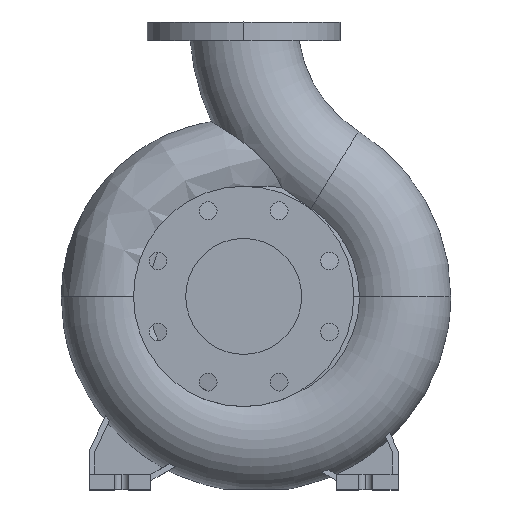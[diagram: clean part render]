
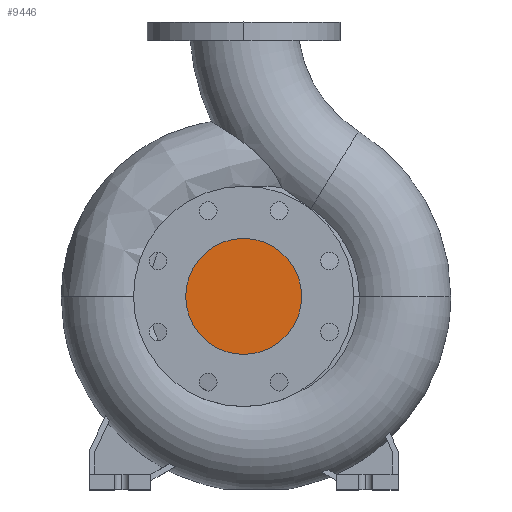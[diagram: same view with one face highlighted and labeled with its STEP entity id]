
A CAD part, top view. The second image highlights one B-rep face of the part: STEP entity #9446.
In plain terms, the highlighted planar face has unit normal (0, 0, 1).
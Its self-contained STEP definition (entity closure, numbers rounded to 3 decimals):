
#471 = EDGE_CURVE ( 'NONE', #8935, #11567, #2084, .T. ) ;
#548 = PLANE ( 'NONE',  #5383 ) ;
#1020 = CARTESIAN_POINT ( 'NONE',  ( -75., 0., 127. ) ) ;
#2084 = CIRCLE ( 'NONE', #12007, 75. ) ;
#2618 = CARTESIAN_POINT ( 'NONE',  ( 0., 75., 127. ) ) ;
#3126 = DIRECTION ( 'NONE',  ( 0., 0., 1. ) ) ;
#4400 = CIRCLE ( 'NONE', #12875, 75. ) ;
#5383 = AXIS2_PLACEMENT_3D ( 'NONE', #2618, #14488, #14181 ) ;
#5579 = DIRECTION ( 'NONE',  ( 0., 0., 1. ) ) ;
#5950 = CARTESIAN_POINT ( 'NONE',  ( 75., 0., 127. ) ) ;
#6750 = DIRECTION ( 'NONE',  ( 1., 0., 0. ) ) ;
#7145 = EDGE_CURVE ( 'NONE', #11567, #8935, #4400, .T. ) ;
#7147 = ORIENTED_EDGE ( 'NONE', *, *, #471, .T. ) ;
#8877 = CARTESIAN_POINT ( 'NONE',  ( 0., 0., 127. ) ) ;
#8935 = VERTEX_POINT ( 'NONE', #1020 ) ;
#9446 = ADVANCED_FACE ( 'NONE', ( #13959 ), #548, .F. ) ;
#10187 = DIRECTION ( 'NONE',  ( 1., 0., 0. ) ) ;
#11374 = EDGE_LOOP ( 'NONE', ( #11502, #7147 ) ) ;
#11502 = ORIENTED_EDGE ( 'NONE', *, *, #7145, .T. ) ;
#11567 = VERTEX_POINT ( 'NONE', #5950 ) ;
#12007 = AXIS2_PLACEMENT_3D ( 'NONE', #13753, #5579, #10187 ) ;
#12875 = AXIS2_PLACEMENT_3D ( 'NONE', #8877, #3126, #6750 ) ;
#13753 = CARTESIAN_POINT ( 'NONE',  ( 0., 0., 127. ) ) ;
#13959 = FACE_OUTER_BOUND ( 'NONE', #11374, .T. ) ;
#14181 = DIRECTION ( 'NONE',  ( -1., 0., 0. ) ) ;
#14488 = DIRECTION ( 'NONE',  ( 0., 0., -1. ) ) ;
